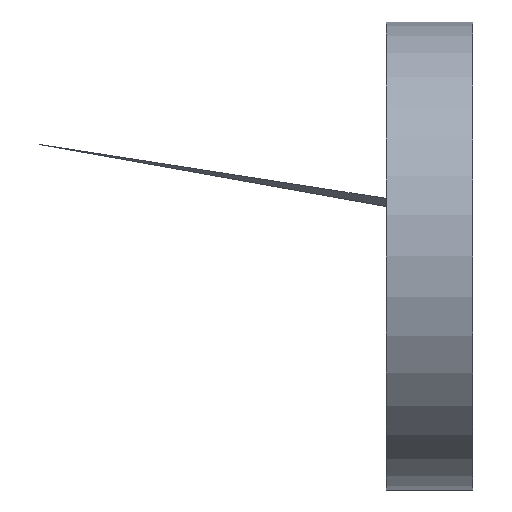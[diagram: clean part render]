
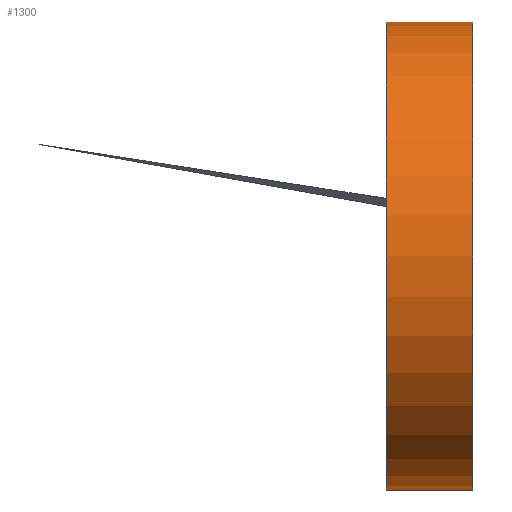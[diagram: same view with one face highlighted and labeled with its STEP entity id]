
A CAD part, front view. The second image highlights one B-rep face of the part: STEP entity #1300.
In plain terms, the highlighted cylindrical face has radius 34 mm (diameter 68 mm), a full revolution.
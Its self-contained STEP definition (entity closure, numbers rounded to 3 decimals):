
#168=CYLINDRICAL_SURFACE('',#1409,34.);
#244=LINE('',#3374,#311);
#311=VECTOR('',#1672,34.);
#379=FACE_OUTER_BOUND('',#457,.T.);
#457=EDGE_LOOP('',(#1197,#1198,#1199,#1200,#1201,#1202));
#478=CIRCLE('',#1346,34.);
#479=CIRCLE('',#1347,34.);
#491=CIRCLE('',#1410,34.);
#492=CIRCLE('',#1411,34.);
#514=VERTEX_POINT('',#1742);
#515=VERTEX_POINT('',#1743);
#622=VERTEX_POINT('',#3370);
#623=VERTEX_POINT('',#3371);
#655=EDGE_CURVE('',#514,#515,#478,.T.);
#656=EDGE_CURVE('',#515,#514,#479,.T.);
#819=EDGE_CURVE('',#622,#623,#491,.T.);
#820=EDGE_CURVE('',#623,#622,#492,.T.);
#821=EDGE_CURVE('',#623,#515,#244,.T.);
#1197=ORIENTED_EDGE('',*,*,#819,.F.);
#1198=ORIENTED_EDGE('',*,*,#820,.F.);
#1199=ORIENTED_EDGE('',*,*,#821,.T.);
#1200=ORIENTED_EDGE('',*,*,#655,.F.);
#1201=ORIENTED_EDGE('',*,*,#656,.F.);
#1202=ORIENTED_EDGE('',*,*,#821,.F.);
#1300=ADVANCED_FACE('',(#379),#168,.T.);
#1346=AXIS2_PLACEMENT_3D('',#1744,#1488,#1489);
#1347=AXIS2_PLACEMENT_3D('',#1745,#1490,#1491);
#1409=AXIS2_PLACEMENT_3D('',#3369,#1666,#1667);
#1410=AXIS2_PLACEMENT_3D('',#3372,#1668,#1669);
#1411=AXIS2_PLACEMENT_3D('',#3373,#1670,#1671);
#1488=DIRECTION('center_axis',(1.,0.,0.));
#1489=DIRECTION('ref_axis',(0.,1.,0.));
#1490=DIRECTION('center_axis',(1.,0.,0.));
#1491=DIRECTION('ref_axis',(0.,1.,0.));
#1666=DIRECTION('center_axis',(-1.,0.,0.));
#1667=DIRECTION('ref_axis',(0.,1.,0.));
#1668=DIRECTION('center_axis',(-1.,0.,0.));
#1669=DIRECTION('ref_axis',(0.,1.,0.));
#1670=DIRECTION('center_axis',(-1.,0.,0.));
#1671=DIRECTION('ref_axis',(0.,1.,0.));
#1672=DIRECTION('',(1.,0.,0.));
#1742=CARTESIAN_POINT('',(78.353,34.,0.));
#1743=CARTESIAN_POINT('',(78.353,-34.,0.));
#1744=CARTESIAN_POINT('Origin',(78.353,0.,0.));
#1745=CARTESIAN_POINT('Origin',(78.353,0.,0.));
#3369=CARTESIAN_POINT('Origin',(70.778,0.,0.));
#3370=CARTESIAN_POINT('',(65.778,34.,0.));
#3371=CARTESIAN_POINT('',(65.778,-34.,0.));
#3372=CARTESIAN_POINT('Origin',(65.778,0.,0.));
#3373=CARTESIAN_POINT('Origin',(65.778,0.,0.));
#3374=CARTESIAN_POINT('',(70.778,-34.,0.));
